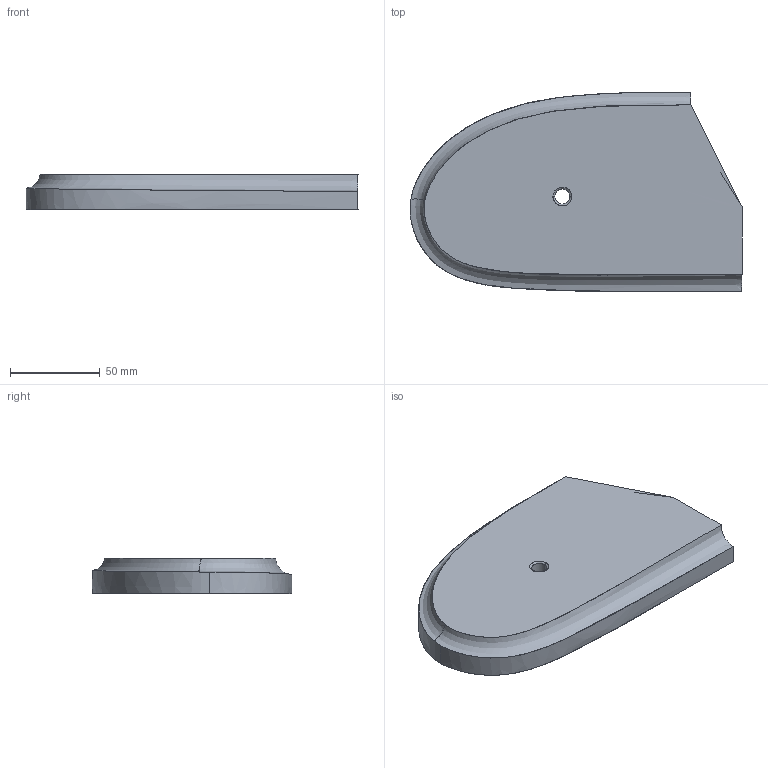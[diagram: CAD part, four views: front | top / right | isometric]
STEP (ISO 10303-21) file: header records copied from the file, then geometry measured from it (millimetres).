
FILE_DESCRIPTION(/* description */ (''),/* implementation_level */ '2;1');
FILE_NAME(/* name */ 'CINT COULISSE FLG 2',/* time_stamp */ '2018-09-18T10:03:25+02:00',/* author */ (''),/* organization */ (''),/* preprocessor_version */ 'ST-DEVELOPER v15',/* originating_system */ '',/* authorisation */ '');
FILE_SCHEMA (('AUTOMOTIVE_DESIGN'));
Length unit declared in the file: millimetre
Products named in the file (1): Document
Bounding box: 184.83 x 110.91 x 20.04 mm (x, y, z)
Surface area: 43422.4 mm2 (no closed solid volume)
Topology: 0 solids, 13 shells, 16 faces, 60 edges, 53 vertices
Faces by surface type: bspline 16
Entity records: 4620 total; most frequent: CARTESIAN_POINT 3914, B_SPLINE_CURVE_WITH_KNOTS 112, ORIENTED_EDGE 65, PCURVE 65, DEFINITIONAL_REPRESENTATION 65, SURFACE_CURVE 59, EDGE_CURVE 59, VERTEX_POINT 53
